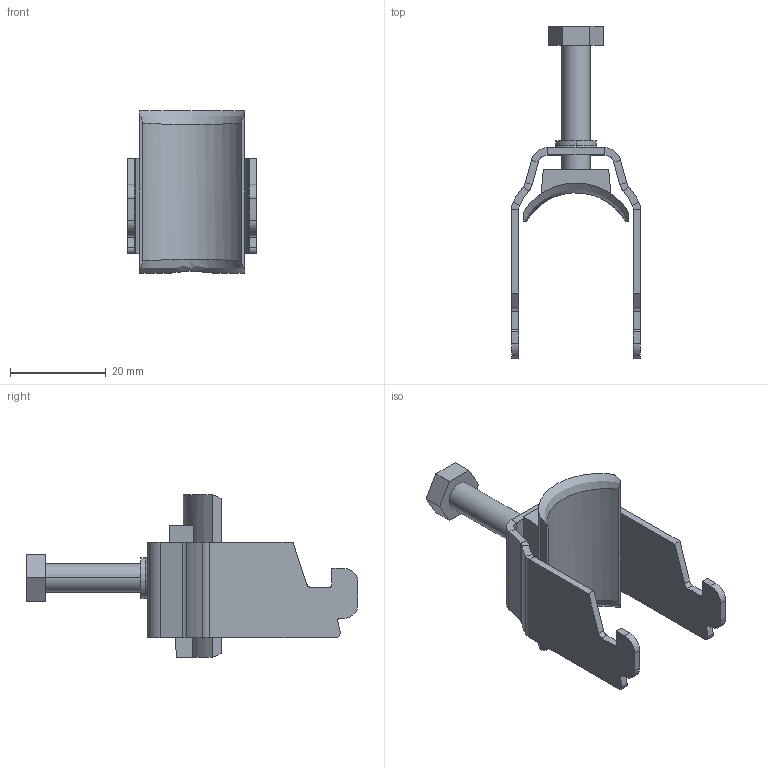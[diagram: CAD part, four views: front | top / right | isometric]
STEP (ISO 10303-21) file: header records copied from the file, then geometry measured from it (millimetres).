
FILE_DESCRIPTION (( 'STEP AP214' ), '1' );
FILE_NAME ('1163221.stp', '2017-09-20T12:11:09', ( '' ), ( '' ), 'SwSTEP 2.0', 'SolidWorks 2016', '' );
FILE_SCHEMA (( 'AUTOMOTIVE_DESIGN' ));
Length unit declared in the file: millimetre
Products named in the file (5): 1163221; EB101-04-02_Standard; EB101-00-04_Standard; EB101-00-03_M6 x 26; EB301-04-01_Standard
Assembly tree (4 placements, depth 2):
  1163221
    EB301-04-01_Standard
    EB101-00-03_M6 x 26
    EB101-00-04_Standard
    EB101-04-02_Standard
Bounding box: 27 x 69.5 x 34 mm (x, y, z)
Volume: 5974.7 mm3; surface area: 8071.4 mm2
Topology: 4 solids, 4 shells, 213 faces, 519 edges, 319 vertices
Faces by surface type: plane 149, cylinder 46, torus 8, cone 8, bspline 2
Entity records: 6596 total; most frequent: CARTESIAN_POINT 1383, DIRECTION 1060, ORIENTED_EDGE 1034, EDGE_CURVE 517, LINE 360, VECTOR 360, AXIS2_PLACEMENT_3D 350, VERTEX_POINT 319
